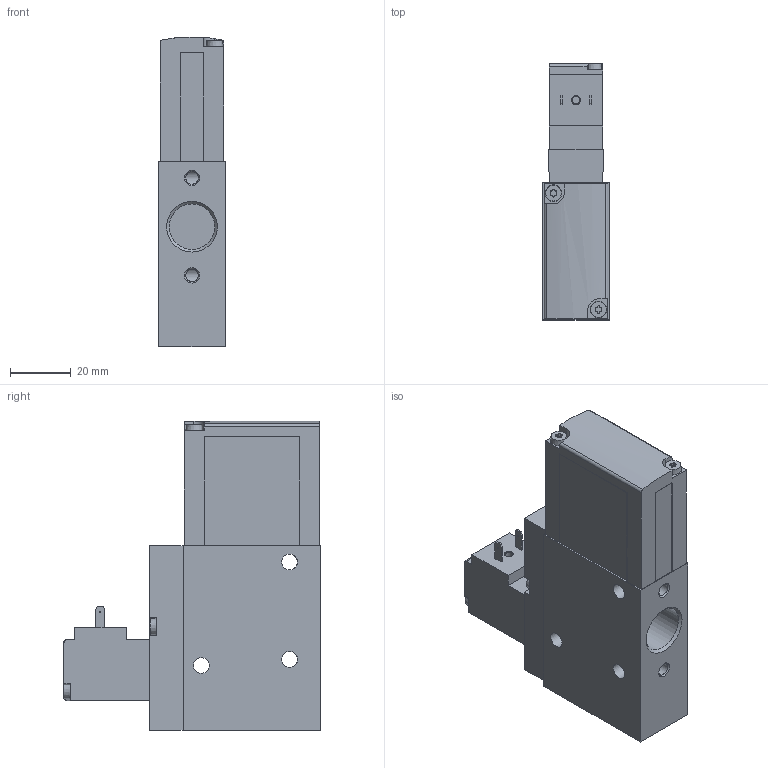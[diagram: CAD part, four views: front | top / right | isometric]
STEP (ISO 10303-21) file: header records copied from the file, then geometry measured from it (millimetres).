
FILE_DESCRIPTION(/* description */ ('STEP AP214'),/* implementation_level */ '2;1');
FILE_NAME(/* name */ '35556_VAD-ME-3_8',/* time_stamp */ '2024-09-16T06:24:57+02:00',/* author */ ('License CC BY-ND 4.0'),/* organization */ ('CADENAS'),/* preprocessor_version */ 'ST-DEVELOPER v19.3',/* originating_system */ 'PARTsolutions',/* authorisation */ ' ');
FILE_SCHEMA (('AUTOMOTIVE_DESIGN {1 0 10303 214 3 1 1}'));
Length unit declared in the file: millimetre
Products named in the file (1): 35556 VAD-ME-3/8---(high)
Bounding box: 22 x 84.1 x 101.8 mm (x, y, z)
Volume: 113990.3 mm3; surface area: 22472.8 mm2
Topology: 1 solids, 1 shells, 213 faces, 562 edges, 373 vertices
Faces by surface type: plane 103, cylinder 99, cone 11
Full cylindrical faces by diameter (mm): 0.5 x2, 2.459 x1, 4.134 x2, 5.2 x3, 11.445 x1, 14.95 x1
Entity records: 8130 total; most frequent: CARTESIAN_POINT 1188, DIRECTION 1170, ORIENTED_EDGE 1082, EDGE_CURVE 541, AXIS2_PLACEMENT_3D 423, VERTEX_POINT 373, LINE 324, VECTOR 324
